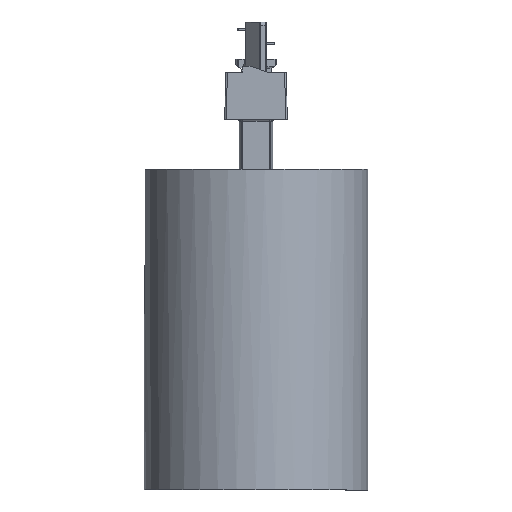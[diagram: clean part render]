
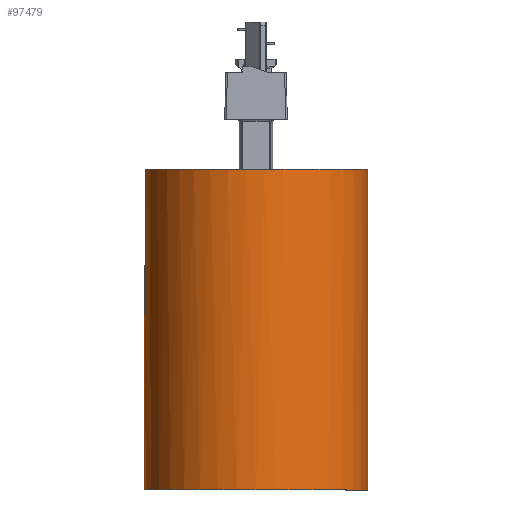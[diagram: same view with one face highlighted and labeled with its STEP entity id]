
A CAD part, front view. The second image highlights one B-rep face of the part: STEP entity #97479.
In plain terms, the highlighted cylindrical face has radius 33.5 mm (diameter 67 mm), a full revolution.
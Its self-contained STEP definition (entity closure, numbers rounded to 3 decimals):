
#6558=B_SPLINE_CURVE_WITH_KNOTS('',3,(#212902,#212903,#212904,#212905,#212906,
#212907,#212908,#212909,#212910,#212911),.UNSPECIFIED.,.F.,.F.,(4,2,2,2,
4),(0.001,0.015,0.03,0.045,
0.06),.UNSPECIFIED.);
#6563=B_SPLINE_CURVE_WITH_KNOTS('',3,(#213087,#213088,#213089,#213090,#213091,
#213092,#213093,#213094,#213095,#213096),.UNSPECIFIED.,.F.,.F.,(4,2,2,2,
4),(0.06,0.076,0.091,0.106,
0.12),.UNSPECIFIED.);
#6572=B_SPLINE_CURVE_WITH_KNOTS('',3,(#213812,#213813,#213814,#213815,#213816,
#213817,#213818,#213819,#213820,#213821),.UNSPECIFIED.,.F.,.F.,(4,2,2,2,
4),(0.001,0.015,0.03,0.045,
0.061),.UNSPECIFIED.);
#6573=B_SPLINE_CURVE_WITH_KNOTS('',3,(#213837,#213838,#213839,#213840,#213841,
#213842,#213843,#213844,#213845,#213846),.UNSPECIFIED.,.F.,.F.,(4,2,2,2,
4),(0.182,0.197,0.212,0.227,
0.242),.UNSPECIFIED.);
#8342=CYLINDRICAL_SURFACE('',#104081,33.5);
#8984=ELLIPSE('',#103425,1919.506,33.5);
#8997=ELLIPSE('',#103699,1919.506,33.5);
#12783=FACE_OUTER_BOUND('',#18486,.T.);
#18486=EDGE_LOOP('',(#80170,#80171,#80172,#80173,#80174,#80175,#80176,#80177,
#80178,#80179,#80180,#80181));
#22230=CIRCLE('',#103060,33.5);
#22548=CIRCLE('',#103701,33.5);
#22549=CIRCLE('',#103702,33.5);
#22741=CIRCLE('',#104082,33.5);
#26108=LINE('',#218094,#33053);
#33053=VECTOR('',#118162,33.5);
#42246=VERTEX_POINT('',#210511);
#42247=VERTEX_POINT('',#210513);
#42555=VERTEX_POINT('',#212900);
#42559=VERTEX_POINT('',#213086);
#42617=VERTEX_POINT('',#213810);
#42618=VERTEX_POINT('',#213811);
#42622=VERTEX_POINT('',#213835);
#42623=VERTEX_POINT('',#213836);
#42763=VERTEX_POINT('',#215448);
#42867=VERTEX_POINT('',#218092);
#54692=EDGE_CURVE('',#42247,#42246,#22230,.T.);
#55108=EDGE_CURVE('',#42555,#42246,#6558,.T.);
#55115=EDGE_CURVE('',#42247,#42559,#6563,.T.);
#55236=EDGE_CURVE('',#42617,#42618,#6572,.T.);
#55244=EDGE_CURVE('',#42622,#42623,#6573,.T.);
#55249=EDGE_CURVE('',#42617,#42559,#8984,.T.);
#55542=EDGE_CURVE('',#42555,#42623,#8997,.T.);
#55543=EDGE_CURVE('',#42763,#42618,#22548,.T.);
#55544=EDGE_CURVE('',#42622,#42763,#22549,.T.);
#55883=EDGE_CURVE('',#42867,#42867,#22741,.T.);
#55884=EDGE_CURVE('',#42867,#42763,#26108,.T.);
#80170=ORIENTED_EDGE('',*,*,#55883,.F.);
#80171=ORIENTED_EDGE('',*,*,#55884,.T.);
#80172=ORIENTED_EDGE('',*,*,#55543,.T.);
#80173=ORIENTED_EDGE('',*,*,#55236,.F.);
#80174=ORIENTED_EDGE('',*,*,#55249,.T.);
#80175=ORIENTED_EDGE('',*,*,#55115,.F.);
#80176=ORIENTED_EDGE('',*,*,#54692,.T.);
#80177=ORIENTED_EDGE('',*,*,#55108,.F.);
#80178=ORIENTED_EDGE('',*,*,#55542,.T.);
#80179=ORIENTED_EDGE('',*,*,#55244,.F.);
#80180=ORIENTED_EDGE('',*,*,#55544,.T.);
#80181=ORIENTED_EDGE('',*,*,#55884,.F.);
#97479=ADVANCED_FACE('',(#12783),#8342,.T.);
#103060=AXIS2_PLACEMENT_3D('',#210514,#115791,#115792);
#103425=AXIS2_PLACEMENT_3D('',#213878,#116703,#116704);
#103699=AXIS2_PLACEMENT_3D('',#215446,#117328,#117329);
#103701=AXIS2_PLACEMENT_3D('',#215449,#117332,#117333);
#103702=AXIS2_PLACEMENT_3D('',#215450,#117334,#117335);
#104081=AXIS2_PLACEMENT_3D('',#218091,#118158,#118159);
#104082=AXIS2_PLACEMENT_3D('',#218093,#118160,#118161);
#115791=DIRECTION('center_axis',(0.,0.,-1.));
#115792=DIRECTION('ref_axis',(-1.,0.,0.));
#116703=DIRECTION('center_axis',(0.,-1.,
-0.017));
#116704=DIRECTION('ref_axis',(0.,0.017,
-1.));
#117328=DIRECTION('center_axis',(0.,1.,
-0.017));
#117329=DIRECTION('ref_axis',(0.,0.017,1.));
#117332=DIRECTION('center_axis',(0.,0.,-1.));
#117333=DIRECTION('ref_axis',(-1.,0.,0.));
#117334=DIRECTION('center_axis',(0.,0.,-1.));
#117335=DIRECTION('ref_axis',(-1.,0.,0.));
#118158=DIRECTION('center_axis',(0.,0.,-1.));
#118159=DIRECTION('ref_axis',(-1.,0.,0.));
#118160=DIRECTION('center_axis',(0.,0.,-1.));
#118161=DIRECTION('ref_axis',(-1.,0.,0.));
#118162=DIRECTION('',(0.,0.,1.));
#210511=CARTESIAN_POINT('',(-33.305,3.607,52.8));
#210513=CARTESIAN_POINT('',(-33.305,-3.607,52.8));
#210514=CARTESIAN_POINT('Origin',(0.,0.,52.8));
#212900=CARTESIAN_POINT('',(-33.26,4.007,53.193));
#212902=CARTESIAN_POINT('Ctrl Pts',(-33.26,4.007,
53.193));
#212903=CARTESIAN_POINT('Ctrl Pts',(-33.26,4.006,
53.145));
#212904=CARTESIAN_POINT('Ctrl Pts',(-33.261,3.996,
53.094));
#212905=CARTESIAN_POINT('Ctrl Pts',(-33.266,3.956,
52.998));
#212906=CARTESIAN_POINT('Ctrl Pts',(-33.269,3.925,
52.953));
#212907=CARTESIAN_POINT('Ctrl Pts',(-33.278,3.854,52.882));
#212908=CARTESIAN_POINT('Ctrl Pts',(-33.283,3.809,52.851));
#212909=CARTESIAN_POINT('Ctrl Pts',(-33.294,3.711,
52.81));
#212910=CARTESIAN_POINT('Ctrl Pts',(-33.3,3.657,52.8));
#212911=CARTESIAN_POINT('Ctrl Pts',(-33.305,3.607,
52.8));
#213086=CARTESIAN_POINT('',(-33.26,-4.007,53.193));
#213087=CARTESIAN_POINT('Ctrl Pts',(-33.305,-3.607,
52.8));
#213088=CARTESIAN_POINT('Ctrl Pts',(-33.3,-3.657,
52.8));
#213089=CARTESIAN_POINT('Ctrl Pts',(-33.294,-3.711,
52.81));
#213090=CARTESIAN_POINT('Ctrl Pts',(-33.283,-3.809,
52.851));
#213091=CARTESIAN_POINT('Ctrl Pts',(-33.278,-3.854,
52.882));
#213092=CARTESIAN_POINT('Ctrl Pts',(-33.269,-3.925,
52.953));
#213093=CARTESIAN_POINT('Ctrl Pts',(-33.266,-3.956,
52.998));
#213094=CARTESIAN_POINT('Ctrl Pts',(-33.261,-3.996,
53.094));
#213095=CARTESIAN_POINT('Ctrl Pts',(-33.26,-4.006,
53.145));
#213096=CARTESIAN_POINT('Ctrl Pts',(-33.26,-4.007,
53.193));
#213810=CARTESIAN_POINT('',(-33.162,-4.747,95.607));
#213811=CARTESIAN_POINT('',(-33.102,-5.147,96.));
#213812=CARTESIAN_POINT('Ctrl Pts',(-33.162,-4.747,
95.607));
#213813=CARTESIAN_POINT('Ctrl Pts',(-33.162,-4.748,
95.655));
#213814=CARTESIAN_POINT('Ctrl Pts',(-33.16,-4.758,
95.706));
#213815=CARTESIAN_POINT('Ctrl Pts',(-33.155,-4.798,
95.802));
#213816=CARTESIAN_POINT('Ctrl Pts',(-33.15,-4.828,
95.847));
#213817=CARTESIAN_POINT('Ctrl Pts',(-33.14,-4.899,
95.918));
#213818=CARTESIAN_POINT('Ctrl Pts',(-33.133,-4.945,
95.949));
#213819=CARTESIAN_POINT('Ctrl Pts',(-33.118,-5.043,
95.99));
#213820=CARTESIAN_POINT('Ctrl Pts',(-33.11,-5.097,
96.));
#213821=CARTESIAN_POINT('Ctrl Pts',(-33.102,-5.147,
96.));
#213835=CARTESIAN_POINT('',(-33.102,5.147,96.));
#213836=CARTESIAN_POINT('',(-33.162,4.747,95.607));
#213837=CARTESIAN_POINT('Ctrl Pts',(-33.102,5.147,
96.));
#213838=CARTESIAN_POINT('Ctrl Pts',(-33.11,5.097,
96.));
#213839=CARTESIAN_POINT('Ctrl Pts',(-33.118,5.044,
95.99));
#213840=CARTESIAN_POINT('Ctrl Pts',(-33.133,4.945,
95.949));
#213841=CARTESIAN_POINT('Ctrl Pts',(-33.14,4.9,
95.918));
#213842=CARTESIAN_POINT('Ctrl Pts',(-33.15,4.829,
95.847));
#213843=CARTESIAN_POINT('Ctrl Pts',(-33.155,4.798,
95.803));
#213844=CARTESIAN_POINT('Ctrl Pts',(-33.16,4.758,
95.706));
#213845=CARTESIAN_POINT('Ctrl Pts',(-33.162,4.748,
95.655));
#213846=CARTESIAN_POINT('Ctrl Pts',(-33.162,4.747,
95.607));
#213878=CARTESIAN_POINT('Origin',(0.,0.,-176.36));
#215446=CARTESIAN_POINT('Origin',(0.,0.,-176.36));
#215448=CARTESIAN_POINT('',(33.5,0.,96.));
#215449=CARTESIAN_POINT('Origin',(0.,0.,96.));
#215450=CARTESIAN_POINT('Origin',(0.,0.,96.));
#218091=CARTESIAN_POINT('Origin',(0.,0.,48.));
#218092=CARTESIAN_POINT('',(33.5,0.,0.));
#218093=CARTESIAN_POINT('Origin',(0.,0.,0.));
#218094=CARTESIAN_POINT('',(33.5,0.,48.));
